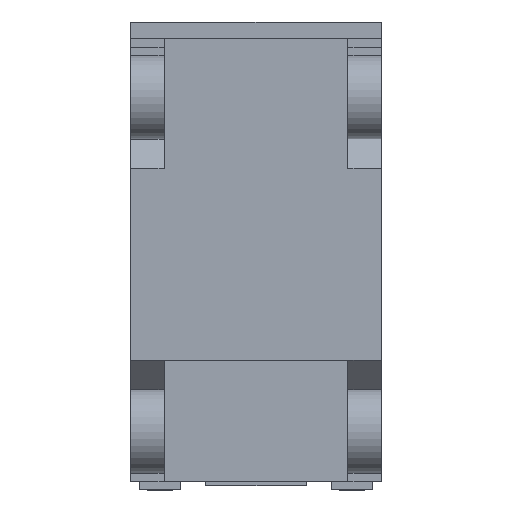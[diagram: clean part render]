
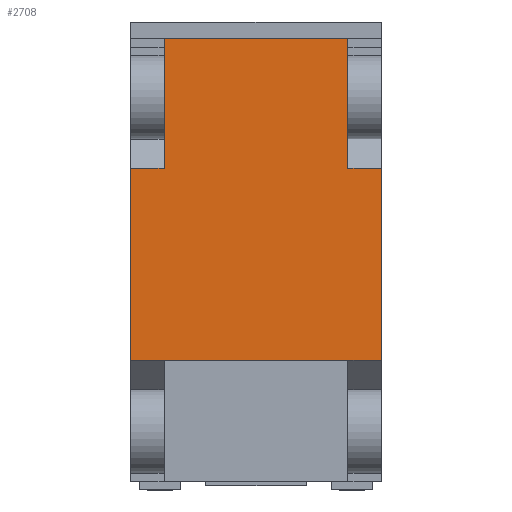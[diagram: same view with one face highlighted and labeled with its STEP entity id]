
A CAD part, front view. The second image highlights one B-rep face of the part: STEP entity #2708.
In plain terms, the highlighted planar face has unit normal (0, -1, 0).
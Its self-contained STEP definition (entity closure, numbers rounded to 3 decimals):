
#338=FACE_OUTER_BOUND('',#494,.T.);
#494=EDGE_LOOP('',(#2398,#2399,#2400,#2401,#2402,#2403,#2404,#2405,#2406));
#614=LINE('',#4038,#936);
#660=LINE('',#4131,#982);
#681=LINE('',#4172,#1003);
#685=LINE('',#4179,#1007);
#687=LINE('',#4183,#1009);
#692=LINE('',#4192,#1014);
#714=LINE('',#4235,#1036);
#721=LINE('',#4247,#1043);
#825=LINE('',#4455,#1147);
#936=VECTOR('',#3325,10.);
#982=VECTOR('',#3375,10.);
#1003=VECTOR('',#3406,10.);
#1007=VECTOR('',#3412,10.);
#1009=VECTOR('',#3416,10.);
#1014=VECTOR('',#3423,10.);
#1036=VECTOR('',#3461,10.);
#1043=VECTOR('',#3472,10.);
#1147=VECTOR('',#3676,10.);
#1239=VERTEX_POINT('',#4035);
#1240=VERTEX_POINT('',#4037);
#1284=VERTEX_POINT('',#4128);
#1285=VERTEX_POINT('',#4130);
#1300=VERTEX_POINT('',#4170);
#1301=VERTEX_POINT('',#4175);
#1303=VERTEX_POINT('',#4181);
#1306=VERTEX_POINT('',#4191);
#1319=VERTEX_POINT('',#4233);
#1518=EDGE_CURVE('',#1239,#1240,#614,.T.);
#1564=EDGE_CURVE('',#1284,#1285,#660,.T.);
#1585=EDGE_CURVE('',#1239,#1300,#681,.T.);
#1589=EDGE_CURVE('',#1301,#1285,#685,.T.);
#1591=EDGE_CURVE('',#1303,#1300,#687,.T.);
#1596=EDGE_CURVE('',#1306,#1301,#692,.T.);
#1618=EDGE_CURVE('',#1319,#1284,#714,.T.);
#1625=EDGE_CURVE('',#1240,#1319,#721,.T.);
#1729=EDGE_CURVE('',#1303,#1306,#825,.F.);
#2398=ORIENTED_EDGE('',*,*,#1589,.T.);
#2399=ORIENTED_EDGE('',*,*,#1564,.F.);
#2400=ORIENTED_EDGE('',*,*,#1618,.F.);
#2401=ORIENTED_EDGE('',*,*,#1625,.F.);
#2402=ORIENTED_EDGE('',*,*,#1518,.F.);
#2403=ORIENTED_EDGE('',*,*,#1585,.T.);
#2404=ORIENTED_EDGE('',*,*,#1591,.F.);
#2405=ORIENTED_EDGE('',*,*,#1729,.T.);
#2406=ORIENTED_EDGE('',*,*,#1596,.T.);
#2560=PLANE('',#2981);
#2708=ADVANCED_FACE('',(#338),#2560,.T.);
#2981=AXIS2_PLACEMENT_3D('',#4458,#3681,#3682);
#3325=DIRECTION('',(0.,0.,-1.));
#3375=DIRECTION('',(0.,0.,1.));
#3406=DIRECTION('',(-1.,0.,0.));
#3412=DIRECTION('',(-1.,0.,0.));
#3416=DIRECTION('',(0.,0.,-1.));
#3423=DIRECTION('',(0.,0.,-1.));
#3461=DIRECTION('',(-1.,0.,0.));
#3472=DIRECTION('',(-1.,0.,0.));
#3676=DIRECTION('',(1.,0.,0.));
#3681=DIRECTION('center_axis',(0.,-1.,0.));
#3682=DIRECTION('ref_axis',(0.,0.,1.));
#4035=CARTESIAN_POINT('',(300.,100.,180.001));
#4037=CARTESIAN_POINT('',(300.,100.,-279.999));
#4038=CARTESIAN_POINT('',(300.,100.,0.));
#4128=CARTESIAN_POINT('',(-300.,100.,-279.999));
#4130=CARTESIAN_POINT('',(-300.,100.,180.001));
#4131=CARTESIAN_POINT('',(-300.,100.,0.));
#4170=CARTESIAN_POINT('',(220.,100.,180.001));
#4172=CARTESIAN_POINT('',(300.,100.,180.001));
#4175=CARTESIAN_POINT('',(-220.,100.,180.001));
#4179=CARTESIAN_POINT('',(300.,100.,180.001));
#4181=CARTESIAN_POINT('',(220.,100.,490.001));
#4183=CARTESIAN_POINT('',(220.,100.,200.001));
#4191=CARTESIAN_POINT('',(-220.,100.,490.001));
#4192=CARTESIAN_POINT('',(-220.,100.,470.001));
#4233=CARTESIAN_POINT('',(220.,100.,-279.999));
#4235=CARTESIAN_POINT('',(300.,100.,-279.999));
#4247=CARTESIAN_POINT('',(300.,100.,-279.999));
#4455=CARTESIAN_POINT('',(260.,100.,490.001));
#4458=CARTESIAN_POINT('Origin',(300.,100.,-279.999));
